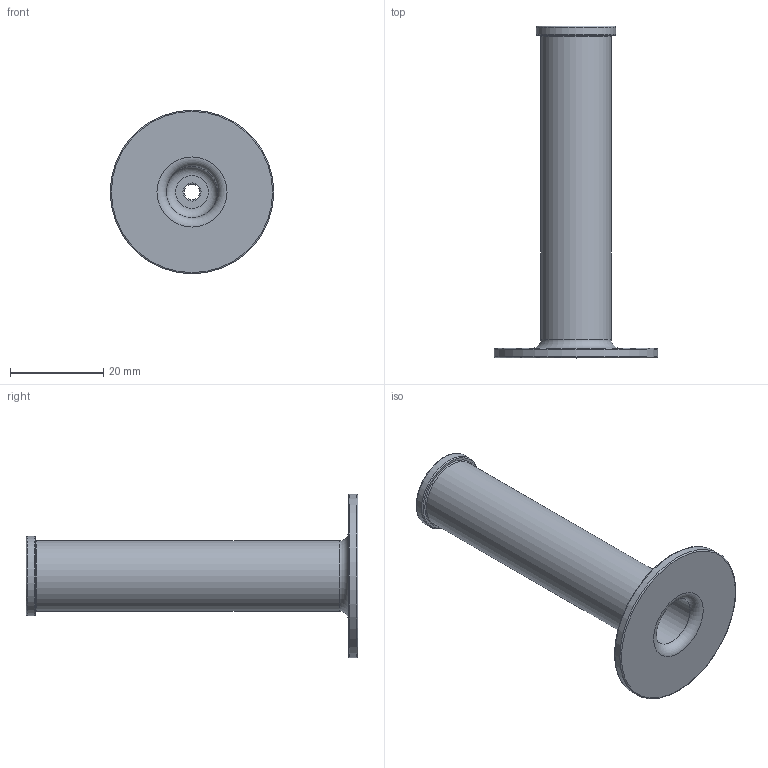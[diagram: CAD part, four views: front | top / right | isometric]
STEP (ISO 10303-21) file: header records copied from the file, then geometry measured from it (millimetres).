
FILE_DESCRIPTION(/* description */ (''),/* implementation_level */ '2;1');
FILE_NAME(/* name */ 'Spool holder.stp',/* time_stamp */ '2019-03-07T14:36:45+00:00',/* author */ ('james'),/* organization */ (''),/* preprocessor_version */ 'ST-DEVELOPER v17',/* originating_system */ 'Autodesk Inventor 2018',/* authorisation */ '');
FILE_SCHEMA (('AUTOMOTIVE_DESIGN { 1 0 10303 214 3 1 1 }'));
Length unit declared in the file: millimetre
Products named in the file (1): Spool holder
Bounding box: 35 x 71 x 35 mm (x, y, z)
Volume: 8450.2 mm3; surface area: 7541.1 mm2
Topology: 1 solids, 1 shells, 20 faces, 56 edges, 41 vertices
Faces by surface type: torus 10, cylinder 5, plane 5
Full cylindrical faces by diameter (mm): 3.4 x1, 11 x1, 15 x1, 17 x1, 35 x1
Entity records: 742 total; most frequent: DIRECTION 149, CARTESIAN_POINT 118, ORIENTED_EDGE 112, AXIS2_PLACEMENT_3D 72, EDGE_CURVE 56, CIRCLE 51, VERTEX_POINT 41, EDGE_LOOP 25
